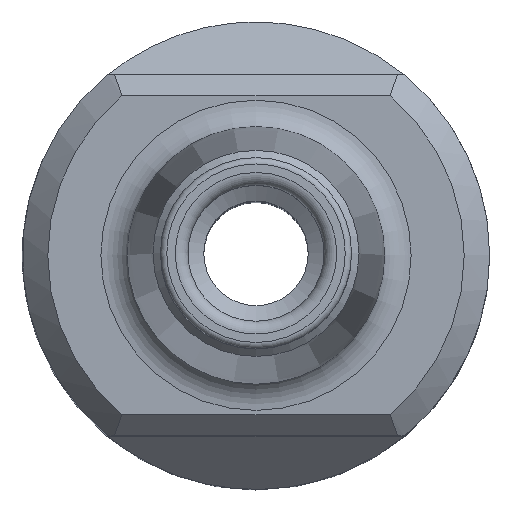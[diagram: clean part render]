
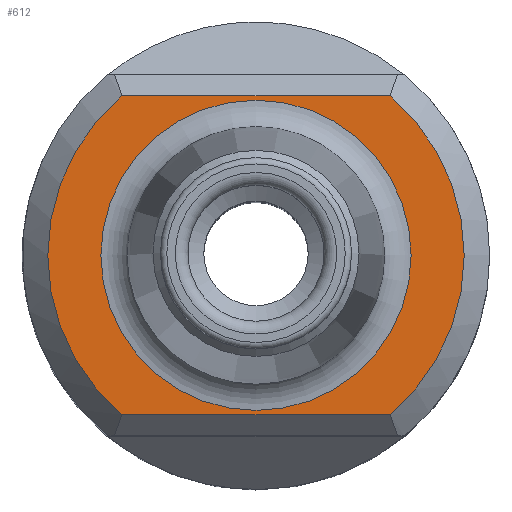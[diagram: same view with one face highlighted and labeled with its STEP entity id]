
A CAD part, top view. The second image highlights one B-rep face of the part: STEP entity #612.
In plain terms, the highlighted planar face has unit normal (0, 0, 1).
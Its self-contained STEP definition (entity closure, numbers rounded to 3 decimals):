
#42=PLANE('',#653);
#57=LINE('',#862,#67);
#58=LINE('',#866,#68);
#67=VECTOR('',#730,1000.);
#68=VECTOR('',#733,1000.);
#82=ORIENTED_EDGE('',*,*,#174,.F.);
#83=ORIENTED_EDGE('',*,*,#175,.T.);
#84=ORIENTED_EDGE('',*,*,#176,.T.);
#85=ORIENTED_EDGE('',*,*,#177,.T.);
#86=ORIENTED_EDGE('',*,*,#178,.T.);
#174=EDGE_CURVE('',#220,#220,#252,.T.);
#175=EDGE_CURVE('',#221,#222,#253,.F.);
#176=EDGE_CURVE('',#222,#223,#57,.T.);
#177=EDGE_CURVE('',#223,#224,#254,.F.);
#178=EDGE_CURVE('',#224,#221,#58,.T.);
#220=VERTEX_POINT('',#858);
#221=VERTEX_POINT('',#860);
#222=VERTEX_POINT('',#861);
#223=VERTEX_POINT('',#863);
#224=VERTEX_POINT('',#865);
#252=CIRCLE('',#654,7.3);
#253=CIRCLE('',#655,9.8);
#254=CIRCLE('',#656,9.8);
#277=EDGE_LOOP('',(#82));
#278=EDGE_LOOP('',(#83,#84,#85,#86));
#331=FACE_BOUND('',#277,.T.);
#332=FACE_BOUND('',#278,.T.);
#612=ADVANCED_FACE('',(#331,#332),#42,.F.);
#653=AXIS2_PLACEMENT_3D('',#856,#724,#725);
#654=AXIS2_PLACEMENT_3D('',#857,#726,#727);
#655=AXIS2_PLACEMENT_3D('',#859,#728,#729);
#656=AXIS2_PLACEMENT_3D('',#864,#731,#732);
#724=DIRECTION('',(0.,0.,-1.));
#725=DIRECTION('',(-1.,0.,0.));
#726=DIRECTION('',(0.,0.,1.));
#727=DIRECTION('',(1.,0.,0.));
#728=DIRECTION('',(0.,0.,-1.));
#729=DIRECTION('',(-1.,0.,0.));
#730=DIRECTION('',(-1.,0.,0.));
#731=DIRECTION('',(0.,0.,-1.));
#732=DIRECTION('',(-1.,0.,0.));
#733=DIRECTION('',(1.,0.,0.));
#856=CARTESIAN_POINT('',(8.221,0.,-3.5));
#857=CARTESIAN_POINT('',(0.,0.,-3.5));
#858=CARTESIAN_POINT('',(7.3,0.,-3.5));
#859=CARTESIAN_POINT('',(0.,0.,-3.5));
#860=CARTESIAN_POINT('',(6.308,-7.5,-3.5));
#861=CARTESIAN_POINT('',(6.308,7.5,-3.5));
#862=CARTESIAN_POINT('',(-4.877,7.5,-3.5));
#863=CARTESIAN_POINT('',(-6.308,7.5,-3.5));
#864=CARTESIAN_POINT('',(0.,0.,-3.5));
#865=CARTESIAN_POINT('',(-6.308,-7.5,-3.5));
#866=CARTESIAN_POINT('',(8.221,-7.5,-3.5));
